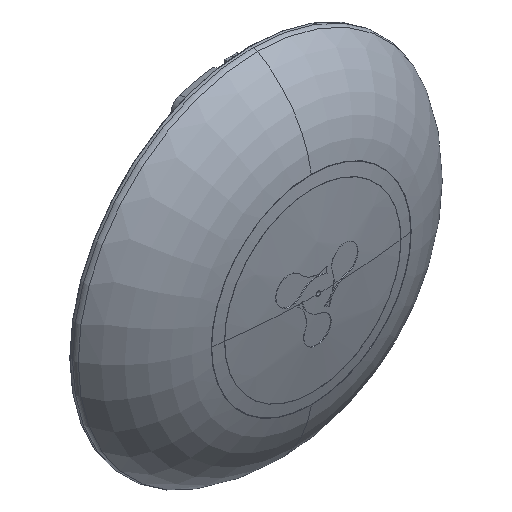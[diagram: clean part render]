
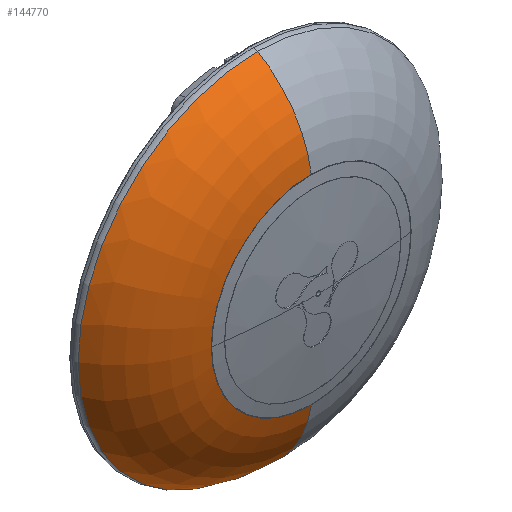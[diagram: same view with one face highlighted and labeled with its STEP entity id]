
A CAD part, isometric view. The second image highlights one B-rep face of the part: STEP entity #144770.
In plain terms, the highlighted toroidal (fillet/blend) face has major radius 53.709 mm and minor radius 70 mm.
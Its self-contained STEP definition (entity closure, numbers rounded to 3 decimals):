
#7045 = ORIENTED_EDGE ( 'NONE', *, *, #169212, .T. ) ;
#10644 = VERTEX_POINT ( 'NONE', #157096 ) ;
#11238 = AXIS2_PLACEMENT_3D ( 'NONE', #45653, #145594, #132633 ) ;
#11934 = VERTEX_POINT ( 'NONE', #36700 ) ;
#19445 = VERTEX_POINT ( 'NONE', #46964 ) ;
#20266 = ORIENTED_EDGE ( 'NONE', *, *, #173842, .T. ) ;
#26286 = CARTESIAN_POINT ( 'NONE',  ( 0., -45.482, 0. ) ) ;
#27850 = DIRECTION ( 'NONE',  ( 0., 0., 1. ) ) ;
#29906 = DIRECTION ( 'NONE',  ( 0., 1., 0. ) ) ;
#31826 = AXIS2_PLACEMENT_3D ( 'NONE', #26286, #29906, #85429 ) ;
#36700 = CARTESIAN_POINT ( 'NONE',  ( -63.603, -45.482, 0. ) ) ;
#37711 = EDGE_CURVE ( 'NONE', #11934, #10644, #57320, .T. ) ;
#45653 = CARTESIAN_POINT ( 'NONE',  ( 0., 23.815, 53.709 ) ) ;
#46964 = CARTESIAN_POINT ( 'NONE',  ( 0., -11.403, -114.205 ) ) ;
#52868 = FACE_OUTER_BOUND ( 'NONE', #75401, .T. ) ;
#55611 = CARTESIAN_POINT ( 'NONE',  ( 0., -11.403, 0. ) ) ;
#57320 = CIRCLE ( 'NONE', #128311, 63.603 ) ;
#59260 = CARTESIAN_POINT ( 'NONE',  ( 0., -45.482, 0. ) ) ;
#75401 = EDGE_LOOP ( 'NONE', ( #165316, #7045, #122629, #20266, #110130 ) ) ;
#80770 = CARTESIAN_POINT ( 'NONE',  ( 0., -45.482, -63.603 ) ) ;
#83319 = AXIS2_PLACEMENT_3D ( 'NONE', #147954, #176616, #106261 ) ;
#85429 = DIRECTION ( 'NONE',  ( 0., 0., 1. ) ) ;
#88464 = VERTEX_POINT ( 'NONE', #165697 ) ;
#91513 = CIRCLE ( 'NONE', #106190, 114.205 ) ;
#102731 = DIRECTION ( 'NONE',  ( 0., 1., 0. ) ) ;
#104085 = VERTEX_POINT ( 'NONE', #80770 ) ;
#106190 = AXIS2_PLACEMENT_3D ( 'NONE', #55611, #129584, #112064 ) ;
#106261 = DIRECTION ( 'NONE',  ( 0., 0., -1. ) ) ;
#106377 = DIRECTION ( 'NONE',  ( 0., 0., 1. ) ) ;
#110130 = ORIENTED_EDGE ( 'NONE', *, *, #114376, .T. ) ;
#112064 = DIRECTION ( 'NONE',  ( 0., 0., 1. ) ) ;
#112074 = DIRECTION ( 'NONE',  ( 0., 1., 0. ) ) ;
#114376 = EDGE_CURVE ( 'NONE', #88464, #19445, #91513, .T. ) ;
#122629 = ORIENTED_EDGE ( 'NONE', *, *, #37711, .T. ) ;
#128311 = AXIS2_PLACEMENT_3D ( 'NONE', #59260, #102731, #106377 ) ;
#129584 = DIRECTION ( 'NONE',  ( 0., -1., 0. ) ) ;
#132633 = DIRECTION ( 'NONE',  ( 0., 0., 1. ) ) ;
#139485 = CIRCLE ( 'NONE', #83319, 70. ) ;
#139864 = CARTESIAN_POINT ( 'NONE',  ( 0., 23.815, 0. ) ) ;
#141223 = CIRCLE ( 'NONE', #11238, 70. ) ;
#144770 = ADVANCED_FACE ( 'NONE', ( #52868 ), #154210, .T. ) ;
#145594 = DIRECTION ( 'NONE',  ( -1., 0., 0. ) ) ;
#147954 = CARTESIAN_POINT ( 'NONE',  ( 0., 23.815, -53.709 ) ) ;
#154210 = TOROIDAL_SURFACE ( 'NONE', #165942, 53.709, 70. ) ;
#154283 = EDGE_CURVE ( 'NONE', #104085, #19445, #139485, .T. ) ;
#157096 = CARTESIAN_POINT ( 'NONE',  ( 0., -45.482, 63.603 ) ) ;
#165316 = ORIENTED_EDGE ( 'NONE', *, *, #154283, .F. ) ;
#165697 = CARTESIAN_POINT ( 'NONE',  ( 0., -11.403, 114.205 ) ) ;
#165942 = AXIS2_PLACEMENT_3D ( 'NONE', #139864, #112074, #27850 ) ;
#167797 = CIRCLE ( 'NONE', #31826, 63.603 ) ;
#169212 = EDGE_CURVE ( 'NONE', #104085, #11934, #167797, .T. ) ;
#173842 = EDGE_CURVE ( 'NONE', #10644, #88464, #141223, .T. ) ;
#176616 = DIRECTION ( 'NONE',  ( 1., 0., 0. ) ) ;
